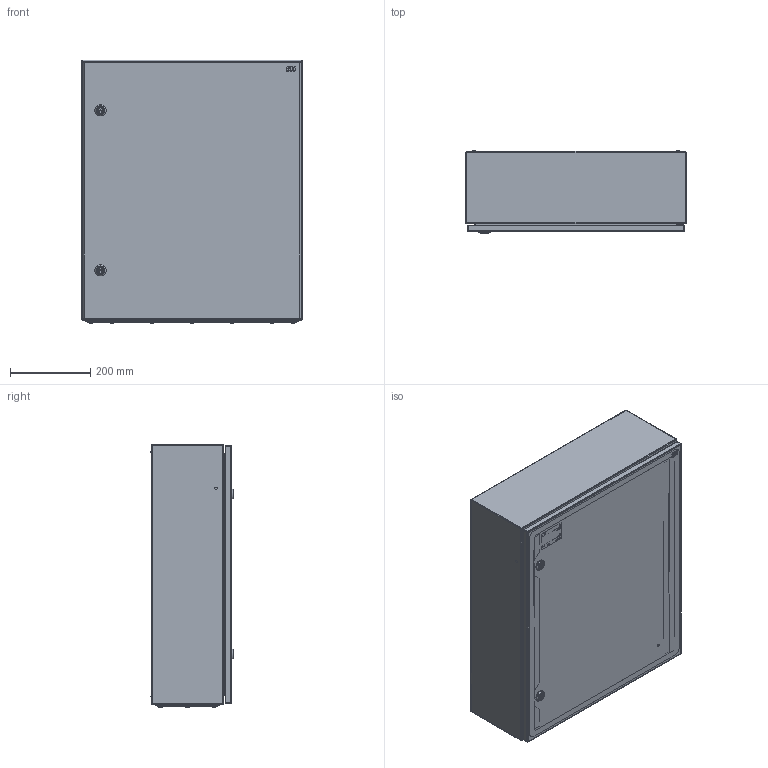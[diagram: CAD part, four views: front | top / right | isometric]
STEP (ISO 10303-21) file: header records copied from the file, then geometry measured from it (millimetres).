
FILE_DESCRIPTION((''),'2;1');
FILE_NAME('GT_65_55_20_ASM','2021-11-04T',('marketing.praksa'),('Audax d.o.o.'),'CREO PARAMETRIC BY PTC INC, 2017480','CREO PARAMETRIC BY PTC INC, 2017480','');
FILE_SCHEMA(('AUTOMOTIVE_DESIGN { 1 0 10303 214 1 1 1 1 }'));
Products named in the file (47): ETI_LOGO_3_1_1_1_1_1; DRZWI_1_1_1; DRZWI_2_1_1; ZAWIAS_3_ST47_002_ELEMENT-443_1; ZAWIAS_3_ST47_002_ELEMENT-443_2; DRZWI_3_1_1; DRZWI_4_1_1; DRZWI_5_1_1; 1_EB_1000-U6_H__KORPUS-44318_1_; 1_EB_1000-U6_H__WK_ADKA-44319_1; 1_EB_1000-U6_H__SRUBA-44320_1_1; DRZWI_6_1_1; 1_EB_1000-U6_H__NAKR_TKA-44322_; DRZWI_7_1_1; 1_EB_1000-U6_H__KORPUS-44324_1_; 1_EB_1000-U6_H__WK_ADKA-44325_1; 1_EB_1000-U6_H__SRUBA-44326_1_1; DRZWI_8_1_1; 1_EB_1000-U6_H__NAKR_TKA-44328_; DRZWI_9_1_1; DRZWI_10_1_1; DRZWI_11_1_1; ANSI_B27_7M_3CMI-4-44332_1_1; ANSI_B27_7M_3CMI-4-44333_1_1; DRZWI_13_1_1; ETI_LOGO_1_1_1_1_1_1; ETI_LOGO_2_1_1_1_1_1; SCREWS_65_55_20_1_1_1; SCREWS_65_55_20_1_2_1; SCREWS_65_55_20_1_3_1; SCREWS_65_55_20_1_4_1; SCREWS_65_55_20_1_5_1; SCREWS_65_55_20_1_6_1; SCREWS_65_55_20_1_7_1; SCREWS_65_55_20_1_8_1; SCREWS_65_55_20_1_9_1; SCREWS_65_55_20_1_10_1; SCREWS_65_55_20_1_11_1; SCREWS_65_55_20_1_12_1; KOR_GT_65-55-20_1_1 ...
Assembly tree (56 placements, depth 2):
  GT_65_55_20_ASM
    ETI_LOGO_3_1_1_1_1_1
    DRZWI_1_1_1
    DRZWI_2_1_1
    ZAWIAS_3_ST47_002_ELEMENT-443_1
    ZAWIAS_3_ST47_002_ELEMENT-443_2
    DRZWI_3_1_1
    DRZWI_4_1_1
    DRZWI_5_1_1
    1_EB_1000-U6_H__KORPUS-44318_1_
    1_EB_1000-U6_H__WK_ADKA-44319_1
    1_EB_1000-U6_H__SRUBA-44320_1_1
    DRZWI_6_1_1
    1_EB_1000-U6_H__NAKR_TKA-44322_
    DRZWI_7_1_1
    1_EB_1000-U6_H__KORPUS-44324_1_
    1_EB_1000-U6_H__WK_ADKA-44325_1
    1_EB_1000-U6_H__SRUBA-44326_1_1
    DRZWI_8_1_1
    1_EB_1000-U6_H__NAKR_TKA-44328_
    DRZWI_9_1_1
    DRZWI_10_1_1
    DRZWI_11_1_1
    ANSI_B27_7M_3CMI-4-44332_1_1
    ANSI_B27_7M_3CMI-4-44333_1_1
    DRZWI_13_1_1
    ETI_LOGO_1_1_1_1_1_1
    ETI_LOGO_2_1_1_1_1_1
    SCREWS_65_55_20_1_1_1
    SCREWS_65_55_20_1_2_1
    SCREWS_65_55_20_1_3_1
    SCREWS_65_55_20_1_4_1
    SCREWS_65_55_20_1_5_1
    SCREWS_65_55_20_1_6_1
    SCREWS_65_55_20_1_7_1
    SCREWS_65_55_20_1_8_1
    SCREWS_65_55_20_1_9_1
    SCREWS_65_55_20_1_10_1
    SCREWS_65_55_20_1_11_1
    SCREWS_65_55_20_1_12_1
    KOR_GT_65-55-20_1_1
    PRZEPUST_1_1
    ZAWIAS_1_1  x2
    TULEJA_1_1  x4
    PLYTA_1_1
    NAKRETKA_M8_1_1  x4
    ZASLEPKA_10_7_1_1  x4
Bounding box: 550 x 205.28 x 658.14 mm (x, y, z)
Volume: 2573698 mm3; surface area: 3456475.9 mm2
Topology: 56 solids, 56 shells, 3024 faces, 8306 edges, 5517 vertices
Faces by surface type: plane 1333, cylinder 1095, torus 172, cone 138, extrusion 136, bspline 94, sphere 56
Entity records: 110508 total; most frequent: CARTESIAN_POINT 21570, DIRECTION 13357, ORIENTED_EDGE 13104, PRESENTATION_STYLE_ASSIGNMENT 7027, STYLED_ITEM 7027, CURVE_STYLE 6552, EDGE_CURVE 6552, AXIS2_PLACEMENT_3D 4964
